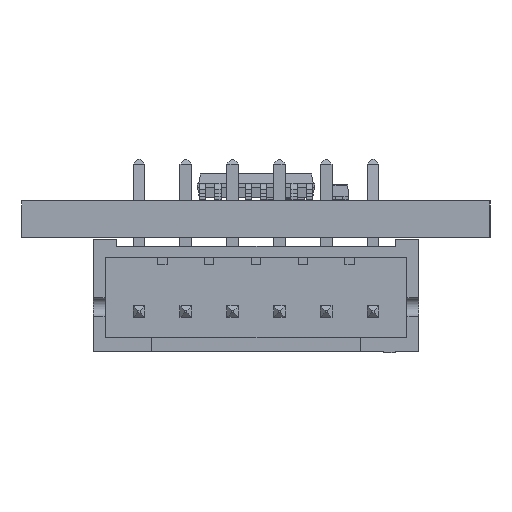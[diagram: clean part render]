
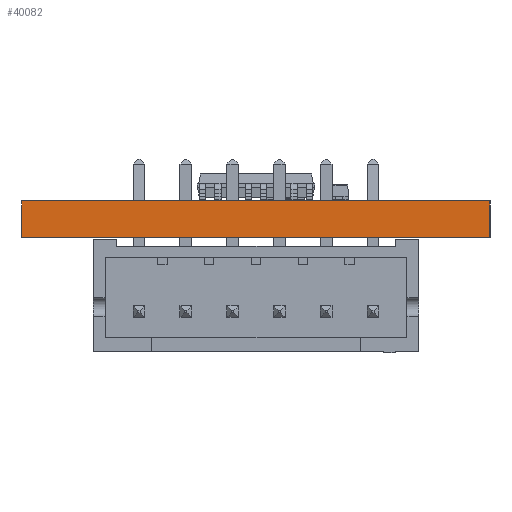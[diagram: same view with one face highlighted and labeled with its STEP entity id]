
A CAD part, left-side view. The second image highlights one B-rep face of the part: STEP entity #40082.
In plain terms, the highlighted planar face has unit normal (-1, 0, 0).
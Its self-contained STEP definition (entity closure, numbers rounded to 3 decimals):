
#39901 = PLANE('',#39902);
#39902 = AXIS2_PLACEMENT_3D('',#39903,#39904,#39905);
#39903 = CARTESIAN_POINT('',(20.,-20.,0.));
#39904 = DIRECTION('',(0.,-1.,0.));
#39905 = DIRECTION('',(-1.,0.,0.));
#39926 = VERTEX_POINT('',#39927);
#39927 = CARTESIAN_POINT('',(0.,-20.,1.58));
#39941 = PLANE('',#39942);
#39942 = AXIS2_PLACEMENT_3D('',#39943,#39944,#39945);
#39943 = CARTESIAN_POINT('',(10.,-10.,1.58));
#39944 = DIRECTION('',(-0.,-0.,-1.));
#39945 = DIRECTION('',(-1.,0.,0.));
#39953 = EDGE_CURVE('',#39954,#39926,#39956,.T.);
#39954 = VERTEX_POINT('',#39955);
#39955 = CARTESIAN_POINT('',(0.,-20.,0.));
#39956 = SURFACE_CURVE('',#39957,(#39961,#39968),.PCURVE_S1.);
#39957 = LINE('',#39958,#39959);
#39958 = CARTESIAN_POINT('',(0.,-20.,0.));
#39959 = VECTOR('',#39960,1.);
#39960 = DIRECTION('',(0.,0.,1.));
#39961 = PCURVE('',#39901,#39962);
#39962 = DEFINITIONAL_REPRESENTATION('',(#39963),#39967);
#39963 = LINE('',#39964,#39965);
#39964 = CARTESIAN_POINT('',(20.,0.));
#39965 = VECTOR('',#39966,1.);
#39966 = DIRECTION('',(0.,-1.));
#39967 = ( GEOMETRIC_REPRESENTATION_CONTEXT(2) 
PARAMETRIC_REPRESENTATION_CONTEXT() REPRESENTATION_CONTEXT('2D SPACE',''
  ) );
#39968 = PCURVE('',#39969,#39974);
#39969 = PLANE('',#39970);
#39970 = AXIS2_PLACEMENT_3D('',#39971,#39972,#39973);
#39971 = CARTESIAN_POINT('',(0.,-20.,0.));
#39972 = DIRECTION('',(-1.,0.,0.));
#39973 = DIRECTION('',(0.,1.,0.));
#39974 = DEFINITIONAL_REPRESENTATION('',(#39975),#39979);
#39975 = LINE('',#39976,#39977);
#39976 = CARTESIAN_POINT('',(0.,0.));
#39977 = VECTOR('',#39978,1.);
#39978 = DIRECTION('',(0.,-1.));
#39979 = ( GEOMETRIC_REPRESENTATION_CONTEXT(2) 
PARAMETRIC_REPRESENTATION_CONTEXT() REPRESENTATION_CONTEXT('2D SPACE',''
  ) );
#39995 = PLANE('',#39996);
#39996 = AXIS2_PLACEMENT_3D('',#39997,#39998,#39999);
#39997 = CARTESIAN_POINT('',(10.,-10.,0.));
#39998 = DIRECTION('',(-0.,-0.,-1.));
#39999 = DIRECTION('',(-1.,0.,0.));
#40028 = PLANE('',#40029);
#40029 = AXIS2_PLACEMENT_3D('',#40030,#40031,#40032);
#40030 = CARTESIAN_POINT('',(0.,0.,0.));
#40031 = DIRECTION('',(0.,1.,0.));
#40032 = DIRECTION('',(1.,0.,0.));
#40082 = ADVANCED_FACE('',(#40083),#39969,.T.);
#40083 = FACE_BOUND('',#40084,.T.);
#40084 = EDGE_LOOP('',(#40085,#40086,#40109,#40132));
#40085 = ORIENTED_EDGE('',*,*,#39953,.T.);
#40086 = ORIENTED_EDGE('',*,*,#40087,.T.);
#40087 = EDGE_CURVE('',#39926,#40088,#40090,.T.);
#40088 = VERTEX_POINT('',#40089);
#40089 = CARTESIAN_POINT('',(0.,0.,1.58));
#40090 = SURFACE_CURVE('',#40091,(#40095,#40102),.PCURVE_S1.);
#40091 = LINE('',#40092,#40093);
#40092 = CARTESIAN_POINT('',(0.,-20.,1.58));
#40093 = VECTOR('',#40094,1.);
#40094 = DIRECTION('',(0.,1.,0.));
#40095 = PCURVE('',#39969,#40096);
#40096 = DEFINITIONAL_REPRESENTATION('',(#40097),#40101);
#40097 = LINE('',#40098,#40099);
#40098 = CARTESIAN_POINT('',(0.,-1.58));
#40099 = VECTOR('',#40100,1.);
#40100 = DIRECTION('',(1.,0.));
#40101 = ( GEOMETRIC_REPRESENTATION_CONTEXT(2) 
PARAMETRIC_REPRESENTATION_CONTEXT() REPRESENTATION_CONTEXT('2D SPACE',''
  ) );
#40102 = PCURVE('',#39941,#40103);
#40103 = DEFINITIONAL_REPRESENTATION('',(#40104),#40108);
#40104 = LINE('',#40105,#40106);
#40105 = CARTESIAN_POINT('',(10.,-10.));
#40106 = VECTOR('',#40107,1.);
#40107 = DIRECTION('',(0.,1.));
#40108 = ( GEOMETRIC_REPRESENTATION_CONTEXT(2) 
PARAMETRIC_REPRESENTATION_CONTEXT() REPRESENTATION_CONTEXT('2D SPACE',''
  ) );
#40109 = ORIENTED_EDGE('',*,*,#40110,.F.);
#40110 = EDGE_CURVE('',#40111,#40088,#40113,.T.);
#40111 = VERTEX_POINT('',#40112);
#40112 = CARTESIAN_POINT('',(0.,-0.,0.));
#40113 = SURFACE_CURVE('',#40114,(#40118,#40125),.PCURVE_S1.);
#40114 = LINE('',#40115,#40116);
#40115 = CARTESIAN_POINT('',(0.,-0.,0.));
#40116 = VECTOR('',#40117,1.);
#40117 = DIRECTION('',(0.,0.,1.));
#40118 = PCURVE('',#39969,#40119);
#40119 = DEFINITIONAL_REPRESENTATION('',(#40120),#40124);
#40120 = LINE('',#40121,#40122);
#40121 = CARTESIAN_POINT('',(20.,0.));
#40122 = VECTOR('',#40123,1.);
#40123 = DIRECTION('',(0.,-1.));
#40124 = ( GEOMETRIC_REPRESENTATION_CONTEXT(2) 
PARAMETRIC_REPRESENTATION_CONTEXT() REPRESENTATION_CONTEXT('2D SPACE',''
  ) );
#40125 = PCURVE('',#40028,#40126);
#40126 = DEFINITIONAL_REPRESENTATION('',(#40127),#40131);
#40127 = LINE('',#40128,#40129);
#40128 = CARTESIAN_POINT('',(0.,0.));
#40129 = VECTOR('',#40130,1.);
#40130 = DIRECTION('',(0.,-1.));
#40131 = ( GEOMETRIC_REPRESENTATION_CONTEXT(2) 
PARAMETRIC_REPRESENTATION_CONTEXT() REPRESENTATION_CONTEXT('2D SPACE',''
  ) );
#40132 = ORIENTED_EDGE('',*,*,#40133,.F.);
#40133 = EDGE_CURVE('',#39954,#40111,#40134,.T.);
#40134 = SURFACE_CURVE('',#40135,(#40139,#40146),.PCURVE_S1.);
#40135 = LINE('',#40136,#40137);
#40136 = CARTESIAN_POINT('',(0.,-20.,0.));
#40137 = VECTOR('',#40138,1.);
#40138 = DIRECTION('',(0.,1.,0.));
#40139 = PCURVE('',#39969,#40140);
#40140 = DEFINITIONAL_REPRESENTATION('',(#40141),#40145);
#40141 = LINE('',#40142,#40143);
#40142 = CARTESIAN_POINT('',(0.,0.));
#40143 = VECTOR('',#40144,1.);
#40144 = DIRECTION('',(1.,0.));
#40145 = ( GEOMETRIC_REPRESENTATION_CONTEXT(2) 
PARAMETRIC_REPRESENTATION_CONTEXT() REPRESENTATION_CONTEXT('2D SPACE',''
  ) );
#40146 = PCURVE('',#39995,#40147);
#40147 = DEFINITIONAL_REPRESENTATION('',(#40148),#40152);
#40148 = LINE('',#40149,#40150);
#40149 = CARTESIAN_POINT('',(10.,-10.));
#40150 = VECTOR('',#40151,1.);
#40151 = DIRECTION('',(0.,1.));
#40152 = ( GEOMETRIC_REPRESENTATION_CONTEXT(2) 
PARAMETRIC_REPRESENTATION_CONTEXT() REPRESENTATION_CONTEXT('2D SPACE',''
  ) );
